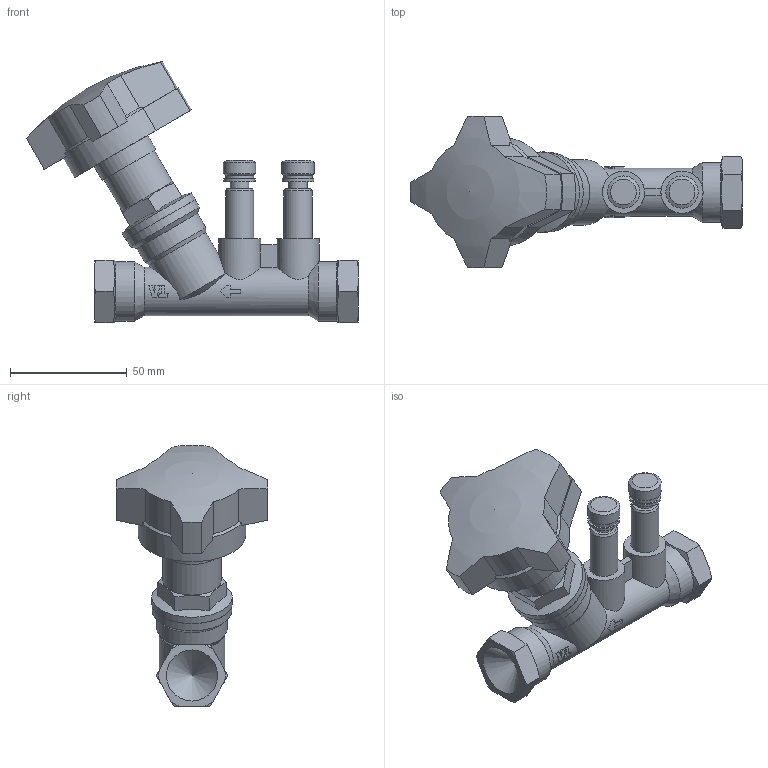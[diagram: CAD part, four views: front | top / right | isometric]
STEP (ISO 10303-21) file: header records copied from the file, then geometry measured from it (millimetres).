
FILE_DESCRIPTION( ( '3D-Model' ), '1' );
FILE_NAME( 'stav15.stp', '2004-04-02', ( 'Tour&Andersson AB' ), ( 'Tour&Andersson AB' ), 'XStep 1.0', 'Unknown', ' ' );
FILE_SCHEMA( ( 'automotive_design' ) );
Length unit declared in the file: millimetre
Products named in the file (1): 30770821
Bounding box: 141.96 x 64.94 x 111.65 mm (x, y, z)
Volume: 156508.1 mm3; surface area: 28909.1 mm2
Topology: 1 solids, 1 shells, 174 faces, 449 edges, 293 vertices
Faces by surface type: plane 102, cylinder 37, cone 34, sphere 1
Full cylindrical faces by diameter (mm): 8 x2, 12 x4, 13.5 x2, 13.8 x2, 18 x2, 20.7 x1, 24.9 x1, 25.5 x2, 26.5 x1, 28 x1, 30 x1, 34 x1, 34.4 x1
Entity records: 5496 total; most frequent: CARTESIAN_POINT 1461, DIRECTION 832, ORIENTED_EDGE 796, EDGE_CURVE 398, AXIS2_PLACEMENT_3D 328, VERTEX_POINT 281, EDGE_LOOP 227, FACE_OUTER_BOUND 195
